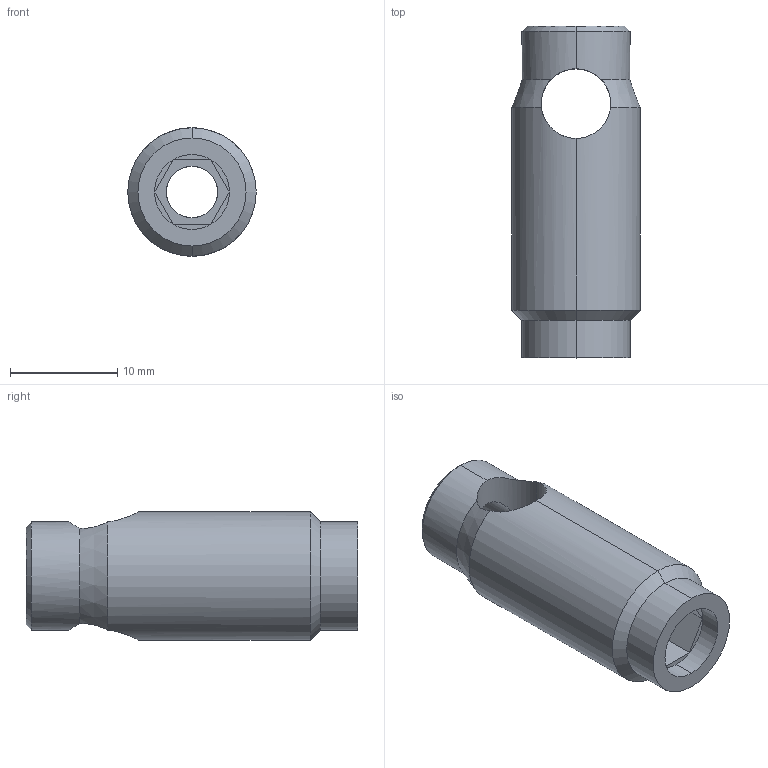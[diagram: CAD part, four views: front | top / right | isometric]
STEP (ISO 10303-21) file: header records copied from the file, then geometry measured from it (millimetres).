
FILE_DESCRIPTION (( 'STEP AP214' ), '1' );
FILE_NAME ('099GS081M6E.STEP', '2015-07-07T07:48:00', ( 'Not-Admin' ), ( 'Hewlett-Packard Company' ), 'SwSTEP 2.0', 'SolidWorks 2014', '' );
FILE_SCHEMA (( 'AUTOMOTIVE_DESIGN' ));
Length unit declared in the file: millimetre
Products named in the file (1): 099GS081M6E
Bounding box: 12 x 31 x 12 mm (x, y, z)
Volume: 2218.9 mm3; surface area: 1770 mm2
Topology: 1 solids, 1 shells, 32 faces, 82 edges, 52 vertices
Faces by surface type: cylinder 14, plane 10, cone 8
Entity records: 1384 total; most frequent: CARTESIAN_POINT 447, ORIENTED_EDGE 164, DIRECTION 152, EDGE_CURVE 82, AXIS2_PLACEMENT_3D 57, VERTEX_POINT 52, VECTOR 38, LINE 38
